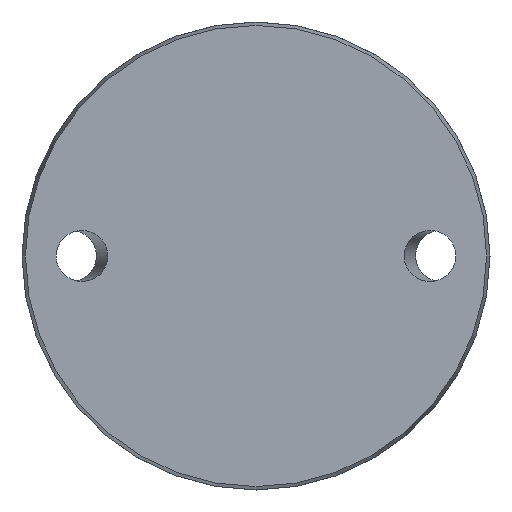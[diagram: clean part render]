
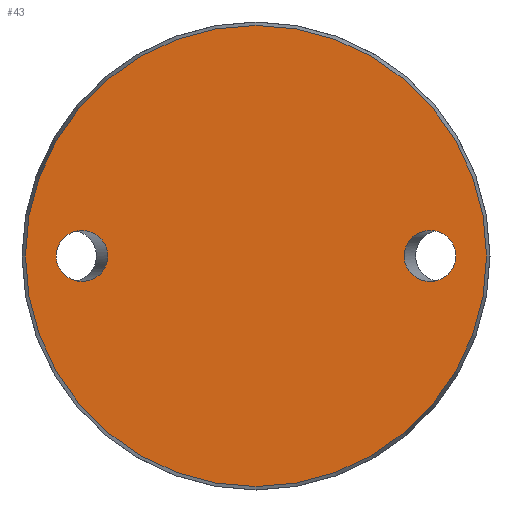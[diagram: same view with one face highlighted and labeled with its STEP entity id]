
A CAD part, front view. The second image highlights one B-rep face of the part: STEP entity #43.
In plain terms, the highlighted planar face has unit normal (0, -1, 0).
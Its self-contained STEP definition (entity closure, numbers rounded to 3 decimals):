
#11 = VERTEX_POINT ( 'NONE', #534 ) ;
#14 = CARTESIAN_POINT ( 'NONE',  ( 0., 0., 0. ) ) ;
#16 = ORIENTED_EDGE ( 'NONE', *, *, #95, .T. ) ;
#43 = ADVANCED_FACE ( 'NONE', ( #663, #672, #284 ), #557, .F. ) ;
#44 = CARTESIAN_POINT ( 'NONE',  ( 33.309, 0., 8.5 ) ) ;
#88 = DIRECTION ( 'NONE',  ( 0., 0., 1. ) ) ;
#95 = EDGE_CURVE ( 'NONE', #240, #240, #733, .T. ) ;
#142 = CARTESIAN_POINT ( 'NONE',  ( -33.309, 0., 0. ) ) ;
#157 = CARTESIAN_POINT ( 'NONE',  ( -38.425, 0., 0. ) ) ;
#165 = CARTESIAN_POINT ( 'NONE',  ( 24.691, 0., -8.5 ) ) ;
#179 = AXIS2_PLACEMENT_3D ( 'NONE', #157, #391, #88 ) ;
#224 = CARTESIAN_POINT ( 'NONE',  ( 33.309, 0., -8.5 ) ) ;
#225 = CARTESIAN_POINT ( 'NONE',  ( -24.691, 0., -8.5 ) ) ;
#240 = VERTEX_POINT ( 'NONE', #585 ) ;
#247 = EDGE_LOOP ( 'NONE', ( #693 ) ) ;
#272 = CARTESIAN_POINT ( 'NONE',  ( -33.309, 0., -8.5 ) ) ;
#280 = CARTESIAN_POINT ( 'NONE',  ( -24.691, 0., 8.5 ) ) ;
#284 = FACE_OUTER_BOUND ( 'NONE', #247, .T. ) ;
#317 = VERTEX_POINT ( 'NONE', #378 ) ;
#345 = EDGE_LOOP ( 'NONE', ( #16 ) ) ;
#366 = EDGE_LOOP ( 'NONE', ( #698 ) ) ;
#378 = CARTESIAN_POINT ( 'NONE',  ( 0., 0., -38.425 ) ) ;
#391 = DIRECTION ( 'NONE',  ( 0., 1., 0. ) ) ;
#409 =( BOUNDED_CURVE ( )  B_SPLINE_CURVE ( 3, ( #635, #224, #165, #580, #675, #44, #518 ),
 .UNSPECIFIED., .T., .T. ) 
 B_SPLINE_CURVE_WITH_KNOTS ( ( 4, 3, 4 ),
 ( 0., 3.142, 6.283 ),
 .UNSPECIFIED. ) 
 CURVE ( )  GEOMETRIC_REPRESENTATION_ITEM ( )  RATIONAL_B_SPLINE_CURVE ( ( 1., 0.333, 0.333, 1., 0.333, 0.333, 1. ) ) 
 REPRESENTATION_ITEM ( '' )  );
#420 = EDGE_CURVE ( 'NONE', #317, #317, #665, .T. ) ;
#429 = DIRECTION ( 'NONE',  ( 0., -1., 0. ) ) ;
#445 = CARTESIAN_POINT ( 'NONE',  ( -24.691, 0., 0. ) ) ;
#496 = CARTESIAN_POINT ( 'NONE',  ( -33.309, 0., 8.5 ) ) ;
#505 = EDGE_CURVE ( 'NONE', #11, #11, #409, .T. ) ;
#518 = CARTESIAN_POINT ( 'NONE',  ( 33.309, 0., 0. ) ) ;
#534 = CARTESIAN_POINT ( 'NONE',  ( 33.309, 0., 0. ) ) ;
#557 = PLANE ( 'NONE',  #179 ) ;
#576 = AXIS2_PLACEMENT_3D ( 'NONE', #14, #429, #653 ) ;
#580 = CARTESIAN_POINT ( 'NONE',  ( 24.691, 0., 0. ) ) ;
#585 = CARTESIAN_POINT ( 'NONE',  ( -33.309, 0., 0. ) ) ;
#615 = CARTESIAN_POINT ( 'NONE',  ( -33.309, 0., 0. ) ) ;
#635 = CARTESIAN_POINT ( 'NONE',  ( 33.309, 0., 0. ) ) ;
#653 = DIRECTION ( 'NONE',  ( 0., 0., -1. ) ) ;
#663 = FACE_BOUND ( 'NONE', #345, .T. ) ;
#665 = CIRCLE ( 'NONE', #576, 38.425 ) ;
#672 = FACE_BOUND ( 'NONE', #366, .T. ) ;
#675 = CARTESIAN_POINT ( 'NONE',  ( 24.691, 0., 8.5 ) ) ;
#693 = ORIENTED_EDGE ( 'NONE', *, *, #420, .T. ) ;
#698 = ORIENTED_EDGE ( 'NONE', *, *, #505, .T. ) ;
#733 =( BOUNDED_CURVE ( )  B_SPLINE_CURVE ( 3, ( #142, #496, #280, #445, #225, #272, #615 ),
 .UNSPECIFIED., .T., .F. ) 
 B_SPLINE_CURVE_WITH_KNOTS ( ( 4, 3, 4 ),
 ( 0., 3.142, 6.283 ),
 .UNSPECIFIED. ) 
 CURVE ( )  GEOMETRIC_REPRESENTATION_ITEM ( )  RATIONAL_B_SPLINE_CURVE ( ( 1., 0.333, 0.333, 1., 0.333, 0.333, 1. ) ) 
 REPRESENTATION_ITEM ( '' )  );
